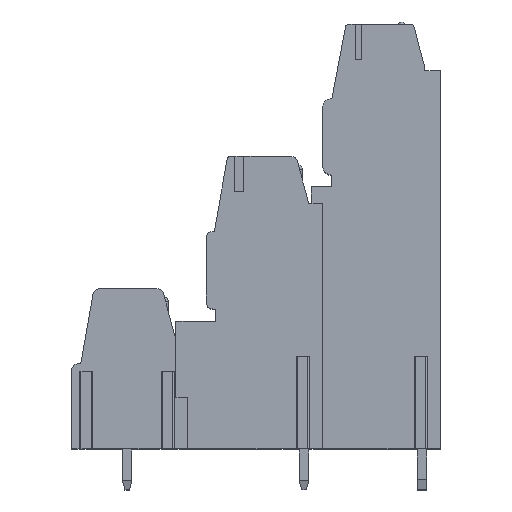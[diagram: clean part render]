
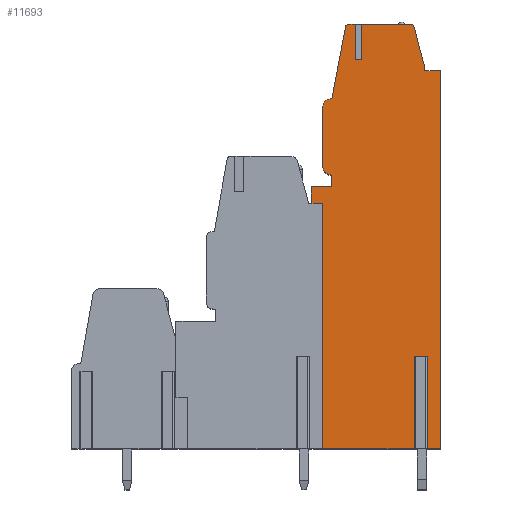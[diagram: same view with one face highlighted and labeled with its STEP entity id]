
A CAD part, top view. The second image highlights one B-rep face of the part: STEP entity #11693.
In plain terms, the highlighted planar face has unit normal (0, 0, 1).
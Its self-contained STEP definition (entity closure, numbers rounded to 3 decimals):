
#13=DIRECTION('',(0.,1.,0.));
#14=VECTOR('',#13,14.45);
#15=CARTESIAN_POINT('',(1.,-19.1,22.86));
#16=LINE('',#15,#14);
#17=DIRECTION('',(0.,-1.,0.));
#18=VECTOR('',#17,1.45);
#19=CARTESIAN_POINT('',(0.,3.5,22.86));
#20=LINE('',#19,#18);
#21=DIRECTION('',(-1.,0.,0.));
#22=VECTOR('',#21,1.8);
#23=CARTESIAN_POINT('',(1.8,3.5,22.86));
#24=LINE('',#23,#22);
#25=DIRECTION('',(0.,-1.,0.));
#26=VECTOR('',#25,1.);
#27=CARTESIAN_POINT('',(1.8,4.5,22.86));
#28=LINE('',#27,#26);
#29=CARTESIAN_POINT('',(1.8,5.3,22.86));
#30=DIRECTION('',(0.,0.,1.));
#31=DIRECTION('',(-1.,0.,0.));
#32=AXIS2_PLACEMENT_3D('',#29,#30,#31);
#34=DIRECTION('',(0.,-1.,0.));
#35=VECTOR('',#34,5.);
#36=CARTESIAN_POINT('',(1.,10.3,22.86));
#37=LINE('',#36,#35);
#38=CARTESIAN_POINT('',(1.8,10.3,22.86));
#39=DIRECTION('',(0.,0.,1.));
#40=DIRECTION('',(0.,1.,0.));
#41=AXIS2_PLACEMENT_3D('',#38,#39,#40);
#43=DIRECTION('',(-0.186,-0.983,0.));
#44=VECTOR('',#43,6.265);
#45=CARTESIAN_POINT('',(2.964,17.256,22.86));
#46=LINE('',#45,#44);
#47=CARTESIAN_POINT('',(3.259,17.2,22.86));
#48=DIRECTION('',(0.,0.,1.));
#49=DIRECTION('',(0.,1.,0.));
#50=AXIS2_PLACEMENT_3D('',#47,#48,#49);
#52=DIRECTION('',(-1.,0.,0.));
#53=VECTOR('',#52,0.551);
#54=CARTESIAN_POINT('',(3.81,17.5,22.86));
#55=LINE('',#54,#53);
#56=DIRECTION('',(0.,-1.,0.));
#57=VECTOR('',#56,3.05);
#58=CARTESIAN_POINT('',(3.81,17.5,22.86));
#59=LINE('',#58,#57);
#60=DIRECTION('',(1.,0.,0.));
#61=VECTOR('',#60,0.5);
#62=CARTESIAN_POINT('',(3.81,14.45,22.86));
#63=LINE('',#62,#61);
#64=DIRECTION('',(0.,-1.,0.));
#65=VECTOR('',#64,3.05);
#66=CARTESIAN_POINT('',(4.31,17.5,22.86));
#67=LINE('',#66,#65);
#68=DIRECTION('',(-1.,0.,0.));
#69=VECTOR('',#68,4.27);
#70=CARTESIAN_POINT('',(8.58,17.5,22.86));
#71=LINE('',#70,#69);
#72=CARTESIAN_POINT('',(8.58,17.2,22.86));
#73=DIRECTION('',(0.,0.,1.));
#74=DIRECTION('',(0.965,0.261,0.));
#75=AXIS2_PLACEMENT_3D('',#72,#73,#74);
#77=DIRECTION('',(-0.261,0.965,0.));
#78=VECTOR('',#77,3.539);
#79=CARTESIAN_POINT('',(9.792,13.861,22.86));
#80=LINE('',#79,#78);
#81=DIRECTION('',(-0.035,0.999,0.));
#82=VECTOR('',#81,0.361);
#83=CARTESIAN_POINT('',(9.805,13.5,22.86));
#84=LINE('',#83,#82);
#85=DIRECTION('',(-1.,0.,0.));
#86=VECTOR('',#85,1.355);
#87=CARTESIAN_POINT('',(11.16,13.5,22.86));
#88=LINE('',#87,#86);
#89=DIRECTION('',(0.,1.,0.));
#90=VECTOR('',#89,32.6);
#91=CARTESIAN_POINT('',(11.16,-19.1,22.86));
#92=LINE('',#91,#90);
#93=DIRECTION('',(1.,0.,0.));
#94=VECTOR('',#93,1.39);
#95=CARTESIAN_POINT('',(9.77,-19.1,22.86));
#96=LINE('',#95,#94);
#97=DIRECTION('',(0.,1.,0.));
#98=VECTOR('',#97,8.);
#99=CARTESIAN_POINT('',(9.77,-19.1,22.86));
#100=LINE('',#99,#98);
#101=DIRECTION('',(-1.,0.,0.));
#102=VECTOR('',#101,0.62);
#103=CARTESIAN_POINT('',(9.77,-11.1,22.86));
#104=LINE('',#103,#102);
#105=DIRECTION('',(0.,1.,0.));
#106=VECTOR('',#105,8.);
#107=CARTESIAN_POINT('',(9.15,-19.1,22.86));
#108=LINE('',#107,#106);
#109=DIRECTION('',(1.,0.,0.));
#110=VECTOR('',#109,8.15);
#111=CARTESIAN_POINT('',(1.,-19.1,22.86));
#112=LINE('',#111,#110);
#133=DIRECTION('',(-1.,0.,0.));
#134=VECTOR('',#133,1.195);
#135=CARTESIAN_POINT('',(1.,-4.65,22.86));
#136=LINE('',#135,#134);
#141=DIRECTION('',(-1.,0.,0.));
#142=VECTOR('',#141,0.195);
#143=CARTESIAN_POINT('',(0.,2.05,22.86));
#144=LINE('',#143,#142);
#181=DIRECTION('',(0.,-1.,0.));
#182=VECTOR('',#181,6.7);
#183=CARTESIAN_POINT('',(-0.195,2.05,22.86));
#184=LINE('',#183,#182);
#9140=CARTESIAN_POINT('',(11.16,-19.1,22.86));
#9141=CARTESIAN_POINT('',(11.16,13.5,22.86));
#9142=VERTEX_POINT('',#9140);
#9143=VERTEX_POINT('',#9141);
#9144=CARTESIAN_POINT('',(9.805,13.5,22.86));
#9145=VERTEX_POINT('',#9144);
#9146=CARTESIAN_POINT('',(9.792,13.861,22.86));
#9147=VERTEX_POINT('',#9146);
#9148=CARTESIAN_POINT('',(8.87,17.278,22.86));
#9149=VERTEX_POINT('',#9148);
#9150=CARTESIAN_POINT('',(8.58,17.5,22.86));
#9151=VERTEX_POINT('',#9150);
#9152=CARTESIAN_POINT('',(3.259,17.5,22.86));
#9153=CARTESIAN_POINT('',(2.964,17.256,22.86));
#9154=VERTEX_POINT('',#9152);
#9155=VERTEX_POINT('',#9153);
#9156=CARTESIAN_POINT('',(1.8,11.1,22.86));
#9157=VERTEX_POINT('',#9156);
#9158=CARTESIAN_POINT('',(1.,10.3,22.86));
#9159=VERTEX_POINT('',#9158);
#9160=CARTESIAN_POINT('',(1.,5.3,22.86));
#9161=VERTEX_POINT('',#9160);
#9162=CARTESIAN_POINT('',(1.8,4.5,22.86));
#9163=VERTEX_POINT('',#9162);
#9164=CARTESIAN_POINT('',(1.8,3.5,22.86));
#9165=VERTEX_POINT('',#9164);
#9166=CARTESIAN_POINT('',(0.,3.5,22.86));
#9167=VERTEX_POINT('',#9166);
#9266=CARTESIAN_POINT('',(1.,-19.1,22.86));
#9267=VERTEX_POINT('',#9266);
#9292=CARTESIAN_POINT('',(9.77,-11.1,22.86));
#9293=CARTESIAN_POINT('',(9.15,-11.1,22.86));
#9294=VERTEX_POINT('',#9292);
#9295=VERTEX_POINT('',#9293);
#9296=CARTESIAN_POINT('',(9.77,-19.1,22.86));
#9297=VERTEX_POINT('',#9296);
#9298=CARTESIAN_POINT('',(9.15,-19.1,22.86));
#9299=VERTEX_POINT('',#9298);
#9336=CARTESIAN_POINT('',(3.81,14.45,22.86));
#9337=CARTESIAN_POINT('',(4.31,14.45,22.86));
#9338=VERTEX_POINT('',#9336);
#9339=VERTEX_POINT('',#9337);
#9340=CARTESIAN_POINT('',(4.31,17.5,22.86));
#9341=VERTEX_POINT('',#9340);
#9342=CARTESIAN_POINT('',(3.81,17.5,22.86));
#9343=VERTEX_POINT('',#9342);
#9720=CARTESIAN_POINT('',(-0.195,-4.65,22.86));
#9722=VERTEX_POINT('',#9720);
#9724=CARTESIAN_POINT('',(0.,2.05,22.86));
#9725=CARTESIAN_POINT('',(-0.195,2.05,22.86));
#9726=VERTEX_POINT('',#9724);
#9727=VERTEX_POINT('',#9725);
#9732=CARTESIAN_POINT('',(1.,-4.65,22.86));
#9734=VERTEX_POINT('',#9732);
#11632=CARTESIAN_POINT('',(0.,0.,22.86));
#11633=DIRECTION('',(0.,0.,1.));
#11634=DIRECTION('',(1.,0.,0.));
#11635=AXIS2_PLACEMENT_3D('',#11632,#11633,#11634);
#11636=PLANE('',#11635);
#11638=ORIENTED_EDGE('',*,*,#11637,.T.);
#11640=ORIENTED_EDGE('',*,*,#11639,.T.);
#11642=ORIENTED_EDGE('',*,*,#11641,.F.);
#11644=ORIENTED_EDGE('',*,*,#11643,.F.);
#11646=ORIENTED_EDGE('',*,*,#11645,.F.);
#11648=ORIENTED_EDGE('',*,*,#11647,.F.);
#11650=ORIENTED_EDGE('',*,*,#11649,.F.);
#11652=ORIENTED_EDGE('',*,*,#11651,.F.);
#11654=ORIENTED_EDGE('',*,*,#11653,.F.);
#11656=ORIENTED_EDGE('',*,*,#11655,.F.);
#11658=ORIENTED_EDGE('',*,*,#11657,.F.);
#11660=ORIENTED_EDGE('',*,*,#11659,.F.);
#11662=ORIENTED_EDGE('',*,*,#11661,.F.);
#11664=ORIENTED_EDGE('',*,*,#11663,.T.);
#11666=ORIENTED_EDGE('',*,*,#11665,.T.);
#11668=ORIENTED_EDGE('',*,*,#11667,.F.);
#11670=ORIENTED_EDGE('',*,*,#11669,.F.);
#11672=ORIENTED_EDGE('',*,*,#11671,.F.);
#11674=ORIENTED_EDGE('',*,*,#11673,.F.);
#11676=ORIENTED_EDGE('',*,*,#11675,.F.);
#11678=ORIENTED_EDGE('',*,*,#11677,.F.);
#11680=ORIENTED_EDGE('',*,*,#11679,.F.);
#11682=ORIENTED_EDGE('',*,*,#11681,.F.);
#11684=ORIENTED_EDGE('',*,*,#11683,.T.);
#11686=ORIENTED_EDGE('',*,*,#11685,.T.);
#11688=ORIENTED_EDGE('',*,*,#11687,.F.);
#11690=ORIENTED_EDGE('',*,*,#11689,.F.);
#11691=EDGE_LOOP('',(#11638,#11640,#11642,#11644,#11646,#11648,#11650,#11652,
#11654,#11656,#11658,#11660,#11662,#11664,#11666,#11668,#11670,#11672,#11674,
#11676,#11678,#11680,#11682,#11684,#11686,#11688,#11690));
#11692=FACE_OUTER_BOUND('',#11691,.F.);
#33=CIRCLE('',#32,0.8);
#42=CIRCLE('',#41,0.8);
#51=CIRCLE('',#50,0.3);
#76=CIRCLE('',#75,0.3);
#11637=EDGE_CURVE('',#9267,#9734,#16,.T.);
#11639=EDGE_CURVE('',#9734,#9722,#136,.T.);
#11641=EDGE_CURVE('',#9727,#9722,#184,.T.);
#11643=EDGE_CURVE('',#9726,#9727,#144,.T.);
#11645=EDGE_CURVE('',#9167,#9726,#20,.T.);
#11647=EDGE_CURVE('',#9165,#9167,#24,.T.);
#11649=EDGE_CURVE('',#9163,#9165,#28,.T.);
#11651=EDGE_CURVE('',#9161,#9163,#33,.T.);
#11653=EDGE_CURVE('',#9159,#9161,#37,.T.);
#11655=EDGE_CURVE('',#9157,#9159,#42,.T.);
#11657=EDGE_CURVE('',#9155,#9157,#46,.T.);
#11659=EDGE_CURVE('',#9154,#9155,#51,.T.);
#11661=EDGE_CURVE('',#9343,#9154,#55,.T.);
#11663=EDGE_CURVE('',#9343,#9338,#59,.T.);
#11665=EDGE_CURVE('',#9338,#9339,#63,.T.);
#11667=EDGE_CURVE('',#9341,#9339,#67,.T.);
#11669=EDGE_CURVE('',#9151,#9341,#71,.T.);
#11671=EDGE_CURVE('',#9149,#9151,#76,.T.);
#11673=EDGE_CURVE('',#9147,#9149,#80,.T.);
#11675=EDGE_CURVE('',#9145,#9147,#84,.T.);
#11677=EDGE_CURVE('',#9143,#9145,#88,.T.);
#11679=EDGE_CURVE('',#9142,#9143,#92,.T.);
#11681=EDGE_CURVE('',#9297,#9142,#96,.T.);
#11683=EDGE_CURVE('',#9297,#9294,#100,.T.);
#11685=EDGE_CURVE('',#9294,#9295,#104,.T.);
#11687=EDGE_CURVE('',#9299,#9295,#108,.T.);
#11689=EDGE_CURVE('',#9267,#9299,#112,.T.);
#11693=ADVANCED_FACE('',(#11692),#11636,.T.);
